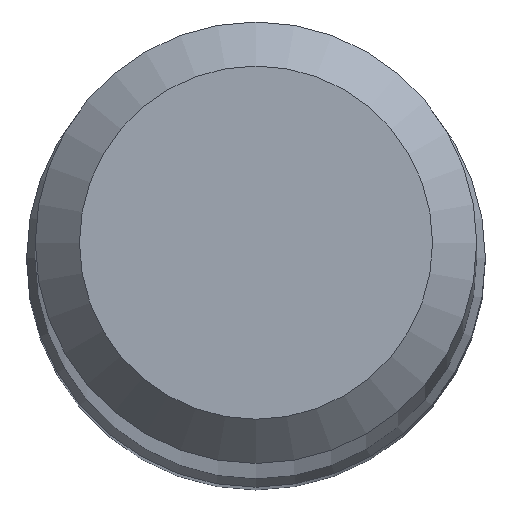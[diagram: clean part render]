
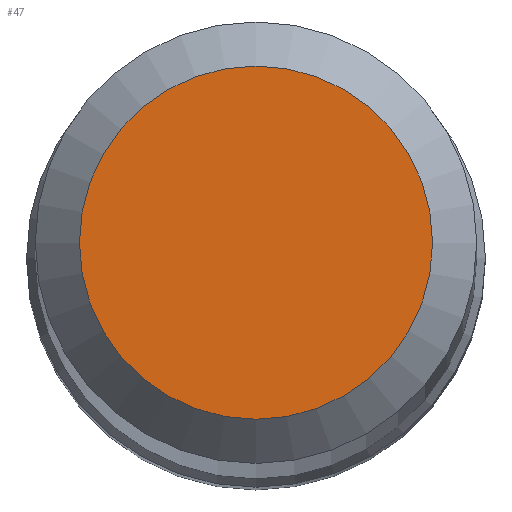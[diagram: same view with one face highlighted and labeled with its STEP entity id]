
A CAD part, top view. The second image highlights one B-rep face of the part: STEP entity #47.
In plain terms, the highlighted planar face has unit normal (0, 0, 1).
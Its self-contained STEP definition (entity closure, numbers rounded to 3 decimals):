
#27 = DIRECTION ( 'NONE',  ( 0., 0., 1. ) ) ;
#37 = EDGE_CURVE ( 'NONE', #48, #48, #173, .T. ) ;
#43 = FACE_OUTER_BOUND ( 'NONE', #83, .T. ) ;
#44 = CARTESIAN_POINT ( 'NONE',  ( 0., 0., 70. ) ) ;
#47 = ADVANCED_FACE ( 'NONE', ( #43 ), #233, .T. ) ;
#48 = VERTEX_POINT ( 'NONE', #77 ) ;
#57 = DIRECTION ( 'NONE',  ( 0., 0., -1. ) ) ;
#77 = CARTESIAN_POINT ( 'NONE',  ( 0., 1.2, 70. ) ) ;
#83 = EDGE_LOOP ( 'NONE', ( #137 ) ) ;
#107 = CARTESIAN_POINT ( 'NONE',  ( 0., 0., 70. ) ) ;
#137 = ORIENTED_EDGE ( 'NONE', *, *, #37, .F. ) ;
#144 = DIRECTION ( 'NONE',  ( 0., 1., 0. ) ) ;
#165 = AXIS2_PLACEMENT_3D ( 'NONE', #44, #57, #144 ) ;
#173 = CIRCLE ( 'NONE', #165, 1.2 ) ;
#206 = DIRECTION ( 'NONE',  ( 0., -1., 0. ) ) ;
#230 = AXIS2_PLACEMENT_3D ( 'NONE', #107, #27, #206 ) ;
#233 = PLANE ( 'NONE',  #230 ) ;
